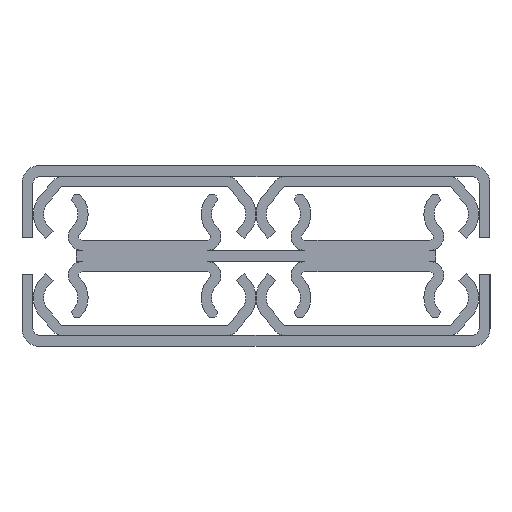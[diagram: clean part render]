
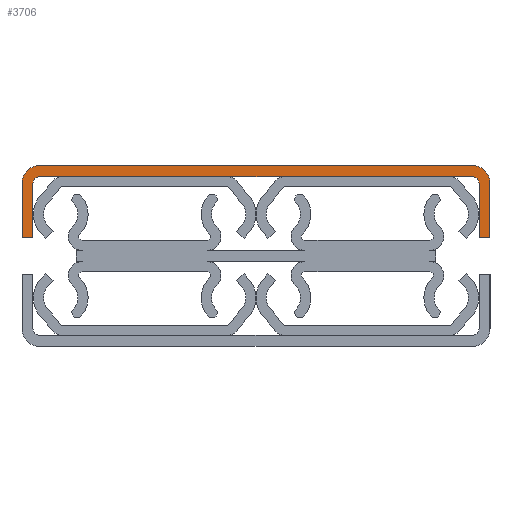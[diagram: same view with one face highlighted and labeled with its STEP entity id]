
A CAD part, left-side view. The second image highlights one B-rep face of the part: STEP entity #3706.
In plain terms, the highlighted planar face has unit normal (-1, 0, 0).
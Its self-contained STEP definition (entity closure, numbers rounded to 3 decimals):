
#207 = EDGE_CURVE ( 'NONE', #8451, #7923, #8228, .T. ) ;
#234 = EDGE_LOOP ( 'NONE', ( #643, #7165, #1109, #1424, #2231, #6408, #2722, #3111, #5520, #4323, #2786, #2493 ) ) ;
#277 = CARTESIAN_POINT ( 'NONE',  ( -484., -63.1, 0. ) ) ;
#345 = FACE_OUTER_BOUND ( 'NONE', #234, .T. ) ;
#456 = DIRECTION ( 'NONE',  ( 0., 0., -1. ) ) ;
#509 = DIRECTION ( 'NONE',  ( 0., 0., -1. ) ) ;
#530 = CARTESIAN_POINT ( 'NONE',  ( -484., 68.3, -17.8 ) ) ;
#643 = ORIENTED_EDGE ( 'NONE', *, *, #3990, .F. ) ;
#715 = CARTESIAN_POINT ( 'NONE',  ( -484., 68.3, -17.8 ) ) ;
#911 = VERTEX_POINT ( 'NONE', #5436 ) ;
#1069 = LINE ( 'NONE', #1203, #7785 ) ;
#1109 = ORIENTED_EDGE ( 'NONE', *, *, #7303, .F. ) ;
#1122 = CARTESIAN_POINT ( 'NONE',  ( -484., 63.1, -2. ) ) ;
#1124 = CIRCLE ( 'NONE', #2663, 2. ) ;
#1142 = LINE ( 'NONE', #8121, #7869 ) ;
#1203 = CARTESIAN_POINT ( 'NONE',  ( -484., -65.1, -2. ) ) ;
#1424 = ORIENTED_EDGE ( 'NONE', *, *, #6322, .F. ) ;
#1471 = DIRECTION ( 'NONE',  ( 0., 0., 1. ) ) ;
#1566 = VECTOR ( 'NONE', #3881, 1000. ) ;
#1675 = CARTESIAN_POINT ( 'NONE',  ( -484., 65.1, -2. ) ) ;
#1729 = VECTOR ( 'NONE', #3456, 1000. ) ;
#1795 = DIRECTION ( 'NONE',  ( 0., 0., -1. ) ) ;
#1872 = DIRECTION ( 'NONE',  ( 0., 0., 1. ) ) ;
#1906 = CARTESIAN_POINT ( 'NONE',  ( -484., -63.1, 3.2 ) ) ;
#2231 = ORIENTED_EDGE ( 'NONE', *, *, #5223, .F. ) ;
#2275 = VERTEX_POINT ( 'NONE', #7204 ) ;
#2304 = CARTESIAN_POINT ( 'NONE',  ( -484., 65.1, -2. ) ) ;
#2493 = ORIENTED_EDGE ( 'NONE', *, *, #4724, .F. ) ;
#2621 = VECTOR ( 'NONE', #1471, 1000. ) ;
#2663 = AXIS2_PLACEMENT_3D ( 'NONE', #8575, #4537, #509 ) ;
#2713 = EDGE_CURVE ( 'NONE', #4171, #3394, #6906, .T. ) ;
#2722 = ORIENTED_EDGE ( 'NONE', *, *, #7665, .F. ) ;
#2740 = EDGE_CURVE ( 'NONE', #7923, #3955, #3306, .T. ) ;
#2769 = CARTESIAN_POINT ( 'NONE',  ( -484., -68.3, -2. ) ) ;
#2786 = ORIENTED_EDGE ( 'NONE', *, *, #4927, .F. ) ;
#2986 = EDGE_CURVE ( 'NONE', #3955, #7032, #4407, .T. ) ;
#3111 = ORIENTED_EDGE ( 'NONE', *, *, #2986, .F. ) ;
#3134 = PLANE ( 'NONE',  #7812 ) ;
#3285 = VECTOR ( 'NONE', #8337, 1000. ) ;
#3306 = LINE ( 'NONE', #530, #1566 ) ;
#3394 = VERTEX_POINT ( 'NONE', #1906 ) ;
#3456 = DIRECTION ( 'NONE',  ( 0., 0., -1. ) ) ;
#3500 = VECTOR ( 'NONE', #3667, 1000. ) ;
#3618 = CARTESIAN_POINT ( 'NONE',  ( -484., -63.1, -2. ) ) ;
#3653 = DIRECTION ( 'NONE',  ( -1., 0., 0. ) ) ;
#3667 = DIRECTION ( 'NONE',  ( 0., 0., -1. ) ) ;
#3706 = ADVANCED_FACE ( 'NONE', ( #345 ), #3134, .F. ) ;
#3881 = DIRECTION ( 'NONE',  ( 0., 1., 0. ) ) ;
#3909 = CARTESIAN_POINT ( 'NONE',  ( -484., -65.1, -17.8 ) ) ;
#3924 = CARTESIAN_POINT ( 'NONE',  ( -484., -65.1, -2. ) ) ;
#3955 = VERTEX_POINT ( 'NONE', #715 ) ;
#3990 = EDGE_CURVE ( 'NONE', #4988, #2275, #4751, .T. ) ;
#4056 = CARTESIAN_POINT ( 'NONE',  ( -484., 63.1, 0. ) ) ;
#4087 = DIRECTION ( 'NONE',  ( 0., 1., 0. ) ) ;
#4120 = CARTESIAN_POINT ( 'NONE',  ( -484., 68.3, -2. ) ) ;
#4171 = VERTEX_POINT ( 'NONE', #5770 ) ;
#4295 = DIRECTION ( 'NONE',  ( 0., 0., -1. ) ) ;
#4323 = ORIENTED_EDGE ( 'NONE', *, *, #207, .F. ) ;
#4407 = LINE ( 'NONE', #4120, #2621 ) ;
#4483 = DIRECTION ( 'NONE',  ( 1., 0., 0. ) ) ;
#4537 = DIRECTION ( 'NONE',  ( -1., 0., 0. ) ) ;
#4698 = CARTESIAN_POINT ( 'NONE',  ( -484., 65.1, -17.8 ) ) ;
#4724 = EDGE_CURVE ( 'NONE', #2275, #7268, #6823, .T. ) ;
#4751 = CIRCLE ( 'NONE', #6714, 2. ) ;
#4927 = EDGE_CURVE ( 'NONE', #7268, #8451, #1124, .T. ) ;
#4988 = VERTEX_POINT ( 'NONE', #3924 ) ;
#5118 = CARTESIAN_POINT ( 'NONE',  ( -484., -63.1, -2. ) ) ;
#5133 = VECTOR ( 'NONE', #7219, 1000. ) ;
#5200 = CARTESIAN_POINT ( 'NONE',  ( -484., -63.1, 3.2 ) ) ;
#5223 = EDGE_CURVE ( 'NONE', #3394, #911, #7736, .T. ) ;
#5225 = CARTESIAN_POINT ( 'NONE',  ( -484., 68.3, -2. ) ) ;
#5304 = AXIS2_PLACEMENT_3D ( 'NONE', #3618, #8313, #4295 ) ;
#5436 = CARTESIAN_POINT ( 'NONE',  ( -484., -68.3, -2. ) ) ;
#5520 = ORIENTED_EDGE ( 'NONE', *, *, #2740, .F. ) ;
#5770 = CARTESIAN_POINT ( 'NONE',  ( -484., 63.1, 3.2 ) ) ;
#5800 = CARTESIAN_POINT ( 'NONE',  ( -484., -68.3, -17.8 ) ) ;
#5802 = DIRECTION ( 'NONE',  ( 1., 0., 0. ) ) ;
#6315 = AXIS2_PLACEMENT_3D ( 'NONE', #1122, #5802, #1795 ) ;
#6322 = EDGE_CURVE ( 'NONE', #911, #6969, #8677, .T. ) ;
#6408 = ORIENTED_EDGE ( 'NONE', *, *, #2713, .F. ) ;
#6714 = AXIS2_PLACEMENT_3D ( 'NONE', #7664, #3653, #8353 ) ;
#6823 = LINE ( 'NONE', #277, #3285 ) ;
#6906 = LINE ( 'NONE', #5200, #5133 ) ;
#6969 = VERTEX_POINT ( 'NONE', #5800 ) ;
#7032 = VERTEX_POINT ( 'NONE', #5225 ) ;
#7056 = VERTEX_POINT ( 'NONE', #3909 ) ;
#7165 = ORIENTED_EDGE ( 'NONE', *, *, #8621, .F. ) ;
#7204 = CARTESIAN_POINT ( 'NONE',  ( -484., -63.1, 0. ) ) ;
#7219 = DIRECTION ( 'NONE',  ( 0., -1., 0. ) ) ;
#7268 = VERTEX_POINT ( 'NONE', #4056 ) ;
#7303 = EDGE_CURVE ( 'NONE', #6969, #7056, #1142, .T. ) ;
#7664 = CARTESIAN_POINT ( 'NONE',  ( -484., -63.1, -2. ) ) ;
#7665 = EDGE_CURVE ( 'NONE', #7032, #4171, #8714, .T. ) ;
#7736 = CIRCLE ( 'NONE', #5304, 5.2 ) ;
#7785 = VECTOR ( 'NONE', #1872, 1000. ) ;
#7812 = AXIS2_PLACEMENT_3D ( 'NONE', #5118, #4483, #456 ) ;
#7869 = VECTOR ( 'NONE', #4087, 1000. ) ;
#7923 = VERTEX_POINT ( 'NONE', #4698 ) ;
#8121 = CARTESIAN_POINT ( 'NONE',  ( -484., -68.3, -17.8 ) ) ;
#8228 = LINE ( 'NONE', #2304, #3500 ) ;
#8313 = DIRECTION ( 'NONE',  ( 1., 0., 0. ) ) ;
#8337 = DIRECTION ( 'NONE',  ( 0., 1., 0. ) ) ;
#8353 = DIRECTION ( 'NONE',  ( 0., 0., -1. ) ) ;
#8451 = VERTEX_POINT ( 'NONE', #1675 ) ;
#8575 = CARTESIAN_POINT ( 'NONE',  ( -484., 63.1, -2. ) ) ;
#8621 = EDGE_CURVE ( 'NONE', #7056, #4988, #1069, .T. ) ;
#8677 = LINE ( 'NONE', #2769, #1729 ) ;
#8714 = CIRCLE ( 'NONE', #6315, 5.2 ) ;
